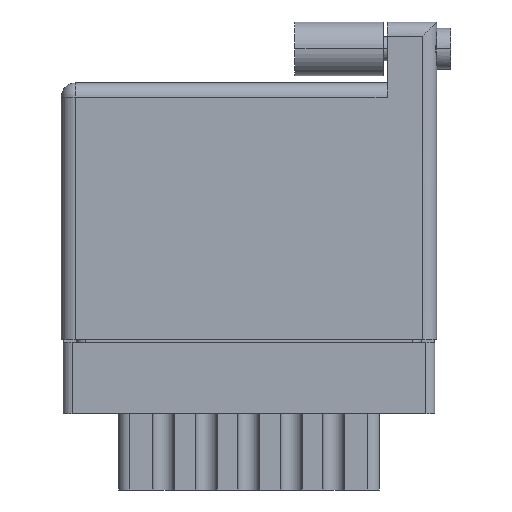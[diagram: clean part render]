
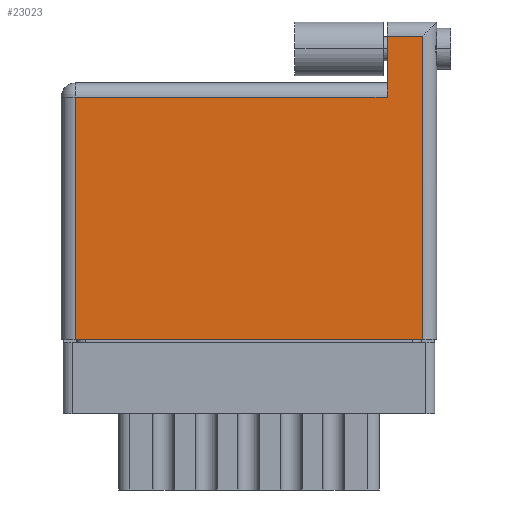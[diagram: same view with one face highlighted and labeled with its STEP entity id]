
A CAD part, front view. The second image highlights one B-rep face of the part: STEP entity #23023.
In plain terms, the highlighted face is planar.
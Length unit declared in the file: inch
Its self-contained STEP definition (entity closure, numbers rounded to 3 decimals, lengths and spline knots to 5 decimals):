
#728 = CARTESIAN_POINT ( 'NONE',  ( 0.05, 0.856, 0. ) ) ;
#910 = EDGE_CURVE ( 'NONE', #27518, #6204, #28298, .T. ) ;
#1553 = DIRECTION ( 'NONE',  ( -1., 0., 0. ) ) ;
#1709 = CARTESIAN_POINT ( 'NONE',  ( 1.275, 1.07, 0. ) ) ;
#2218 = LINE ( 'NONE', #27793, #26629 ) ;
#2824 = LINE ( 'NONE', #25752, #27236 ) ;
#4108 = AXIS2_PLACEMENT_3D ( 'NONE', #25081, #17863, #20439 ) ;
#4565 = VERTEX_POINT ( 'NONE', #11541 ) ;
#4866 = DIRECTION ( 'NONE',  ( 1., 0., 0. ) ) ;
#4975 = VERTEX_POINT ( 'NONE', #1709 ) ;
#5860 = VERTEX_POINT ( 'NONE', #7141 ) ;
#6204 = VERTEX_POINT ( 'NONE', #15828 ) ;
#6332 = ORIENTED_EDGE ( 'NONE', *, *, #15478, .T. ) ;
#7141 = CARTESIAN_POINT ( 'NONE',  ( 1.15, 0.856, 0. ) ) ;
#8762 = VECTOR ( 'NONE', #4866, 39.37008 ) ;
#9147 = VECTOR ( 'NONE', #11891, 39.37008 ) ;
#9284 = CARTESIAN_POINT ( 'NONE',  ( 1.275, 1.12, 0. ) ) ;
#9587 = LINE ( 'NONE', #17275, #27957 ) ;
#11541 = CARTESIAN_POINT ( 'NONE',  ( 1.15, 1.07, 0. ) ) ;
#11891 = DIRECTION ( 'NONE',  ( -1., 0., 0. ) ) ;
#12074 = CARTESIAN_POINT ( 'NONE',  ( 0.05, 0., 0. ) ) ;
#12099 = EDGE_CURVE ( 'NONE', #4565, #5860, #2824, .T. ) ;
#12242 = ORIENTED_EDGE ( 'NONE', *, *, #29439, .T. ) ;
#13887 = FACE_OUTER_BOUND ( 'NONE', #24889, .T. ) ;
#14670 = LINE ( 'NONE', #9284, #22761 ) ;
#15396 = LINE ( 'NONE', #16602, #9147 ) ;
#15478 = EDGE_CURVE ( 'NONE', #5860, #21268, #2218, .T. ) ;
#15828 = CARTESIAN_POINT ( 'NONE',  ( 1.275, 0., 0. ) ) ;
#16602 = CARTESIAN_POINT ( 'NONE',  ( 0., 1.07, 0. ) ) ;
#17275 = CARTESIAN_POINT ( 'NONE',  ( 0.05, 0., 0. ) ) ;
#17863 = DIRECTION ( 'NONE',  ( 0., 0., -1. ) ) ;
#18942 = DIRECTION ( 'NONE',  ( 0., -1., 0. ) ) ;
#19458 = ORIENTED_EDGE ( 'NONE', *, *, #12099, .T. ) ;
#20439 = DIRECTION ( 'NONE',  ( -1., 0., 0. ) ) ;
#20569 = ORIENTED_EDGE ( 'NONE', *, *, #910, .T. ) ;
#21103 = DIRECTION ( 'NONE',  ( 0., 1., 0. ) ) ;
#21235 = EDGE_CURVE ( 'NONE', #21268, #27518, #9587, .T. ) ;
#21268 = VERTEX_POINT ( 'NONE', #728 ) ;
#21832 = DIRECTION ( 'NONE',  ( 0., -1., 0. ) ) ;
#22173 = EDGE_CURVE ( 'NONE', #4975, #4565, #15396, .T. ) ;
#22761 = VECTOR ( 'NONE', #21103, 39.37008 ) ;
#23023 = ADVANCED_FACE ( 'NONE', ( #13887 ), #30042, .F. ) ;
#24889 = EDGE_LOOP ( 'NONE', ( #20569, #12242, #26698, #19458, #6332, #26287 ) ) ;
#25081 = CARTESIAN_POINT ( 'NONE',  ( 0., 0.906, 0. ) ) ;
#25752 = CARTESIAN_POINT ( 'NONE',  ( 1.15, 1.12, 0. ) ) ;
#26287 = ORIENTED_EDGE ( 'NONE', *, *, #21235, .T. ) ;
#26629 = VECTOR ( 'NONE', #1553, 39.37008 ) ;
#26698 = ORIENTED_EDGE ( 'NONE', *, *, #22173, .T. ) ;
#27236 = VECTOR ( 'NONE', #18942, 39.37008 ) ;
#27518 = VERTEX_POINT ( 'NONE', #12074 ) ;
#27793 = CARTESIAN_POINT ( 'NONE',  ( 0., 0.856, 0. ) ) ;
#27957 = VECTOR ( 'NONE', #21832, 39.37008 ) ;
#28298 = LINE ( 'NONE', #28538, #8762 ) ;
#28538 = CARTESIAN_POINT ( 'NONE',  ( 0., 0., 0. ) ) ;
#29439 = EDGE_CURVE ( 'NONE', #6204, #4975, #14670, .T. ) ;
#30042 = PLANE ( 'NONE',  #4108 ) ;
